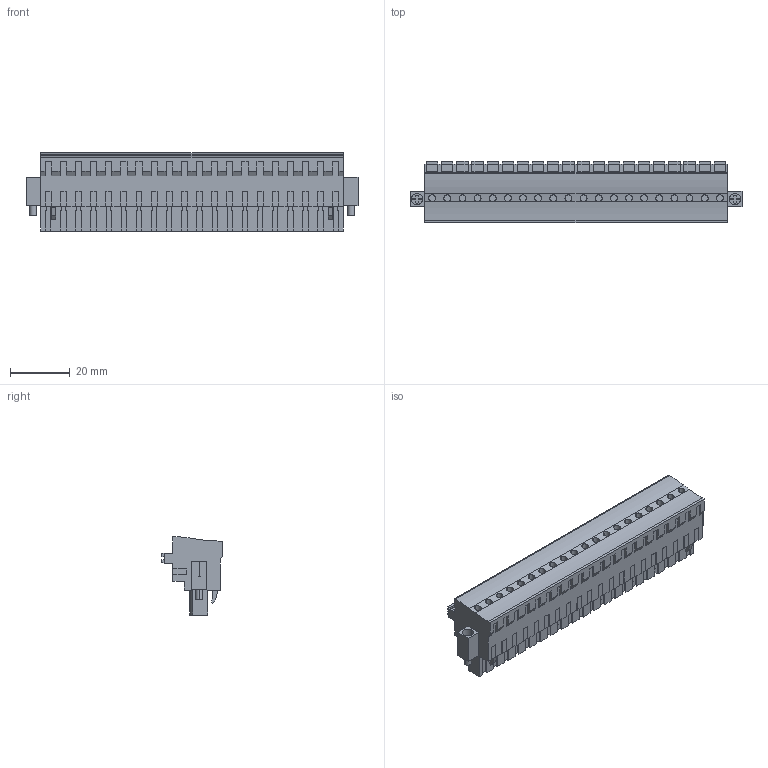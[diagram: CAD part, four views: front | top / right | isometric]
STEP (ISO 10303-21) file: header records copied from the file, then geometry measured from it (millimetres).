
FILE_DESCRIPTION(('CATIA V5 STEP Exchange','CAx-IF Rec.Pracs.--- Model Styling and Organization---1.2---2011-12-15'),'2;1');
FILE_NAME ('D1461190_0_1983070000_1983070000.stp','2017-10-30T15:20:31+00:00',('none'),('Weidmueller'),'CATIA Version 5-6 Release 2014','CATIA V5 STEP AP214','none');
FILE_SCHEMA(('AUTOMOTIVE_DESIGN { 1 0 10303 214 1 1 1 1 }'));
Length unit declared in the file: millimetre
Products named in the file (1): 1983070000
Bounding box: 111.4 x 20.64 x 26.24 mm (x, y, z)
Volume: 30394.3 mm3; surface area: 14917.3 mm2
Topology: 23 solids, 23 shells, 1418 faces, 3941 edges, 2657 vertices
Faces by surface type: plane 1195, cylinder 223
Entity records: 40949 total; most frequent: ORIENTED_EDGE 7882, CARTESIAN_POINT 7571, DIRECTION 5205, EDGE_CURVE 3941, VECTOR 3487, LINE 3487, VERTEX_POINT 2657, EDGE_LOOP 1510
